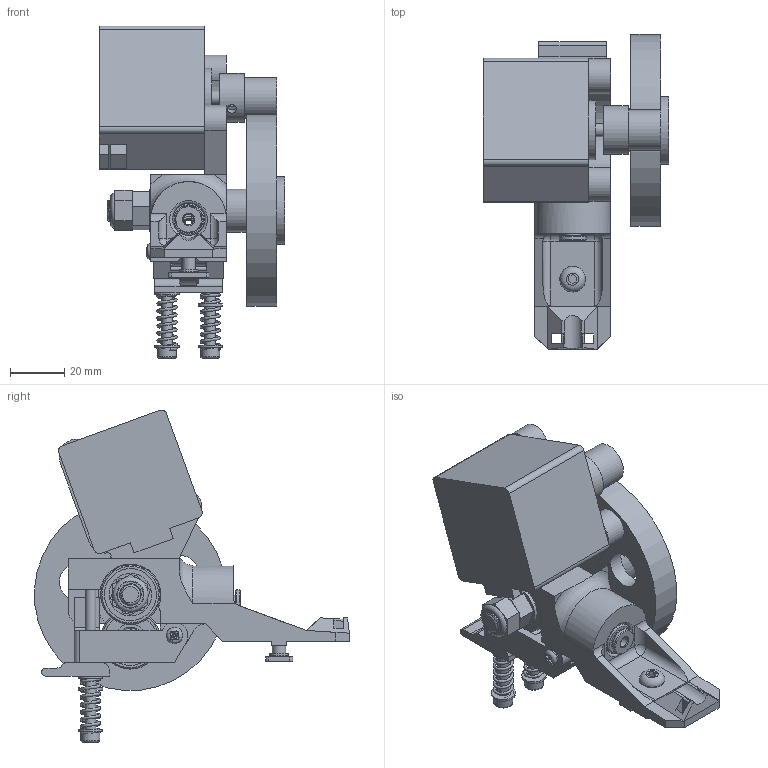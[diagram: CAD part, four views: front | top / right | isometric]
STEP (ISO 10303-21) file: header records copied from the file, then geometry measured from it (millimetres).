
FILE_DESCRIPTION(/* description */ ('Alibre Inc.'),/* implementation_level */ '2;1');
FILE_NAME(/* name */ 'export0',/* time_stamp */ '2015-07-05T23:17:26+12:00',/* author */ (''),/* organization */ (''),/* preprocessor_version */ 'ST-DEVELOPER v14',/* originating_system */ 'Alibre',/* authorisation */ '');
FILE_SCHEMA (('CONFIG_CONTROL_DESIGN'));
Length unit declared in the file: centimetre
Products named in the file (26): ID_1; ID_2; FHEX-M8-60L-HOBBED; DB608; FWSH-M8; FNUT-M8; FSET-M8-20L; ID_3; ID_4; ID_5; ID_6; ID_7; ID_8; ID_9; MSPRING01; ID_10; ID_11; ID_12; FNUT-M5-HNKK5; ID_13; ID_14; ID_15
Bounding box: 68.5 x 116.44 x 122.73 mm (x, y, z)
Volume: 133527.8 mm3; surface area: 64474.9 mm2
Topology: 36 solids, 37 shells, 850 faces, 2143 edges, 1402 vertices
Faces by surface type: plane 511, cylinder 206, cone 82, torus 33, bspline 14, sphere 2, revolution 2
Full cylindrical faces by diameter (mm): 2.459 x4, 3 x5, 3.5 x2, 3.6 x3, 4 x5, 4.3 x4, 4.4 x1, 5 x3, 5.5 x4, 6 x5, 6.46 x1, 6.6 x1, 6.9 x1, 7 x2, 7.861 x1, 8 x25, 8.38 x1, 8.4 x1, 8.6 x1, 8.8 x1, 9 x4, 9.5 x1, 9.671 x1, 10 x1, 11.6 x6, 11.8 x1, 12 x1, 13.5 x5, 15 x1, 15.8 x1
Entity records: 32333 total; most frequent: CARTESIAN_POINT 13398, ORIENTED_EDGE 3426, DIRECTION 2817, EDGE_CURVE 1714, VERTEX_POINT 1182, AXIS2_PLACEMENT_3D 1138, VECTOR 951, LINE 951
